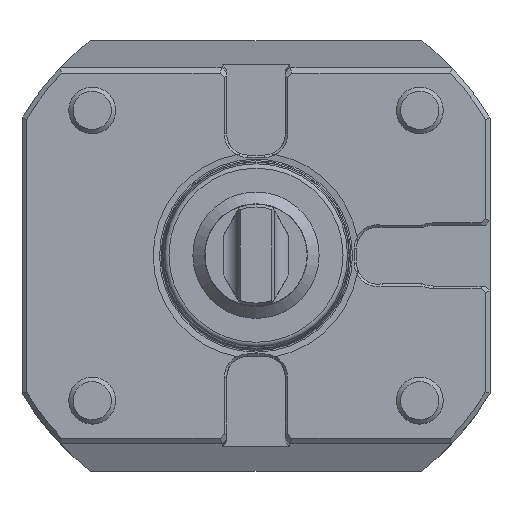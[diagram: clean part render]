
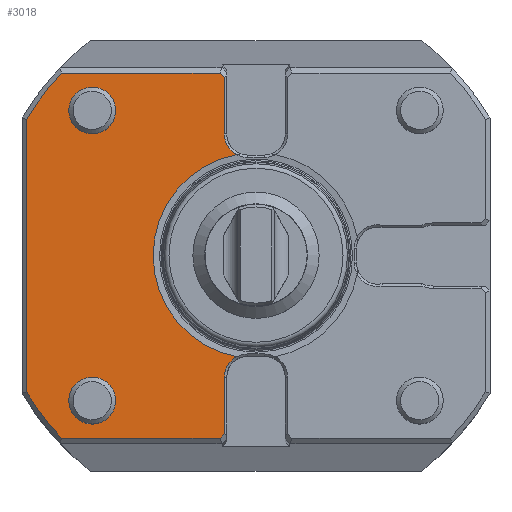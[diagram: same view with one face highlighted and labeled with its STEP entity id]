
A CAD part, top view. The second image highlights one B-rep face of the part: STEP entity #3018.
In plain terms, the highlighted planar face has unit normal (0, 0, 1).
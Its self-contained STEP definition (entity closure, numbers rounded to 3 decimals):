
#164=LINE('',#5646,#325);
#165=LINE('',#5657,#326);
#167=LINE('',#5661,#328);
#169=LINE('',#5665,#330);
#185=LINE('',#5730,#346);
#187=LINE('',#5734,#348);
#189=LINE('',#5740,#350);
#325=VECTOR('',#3952,1000.);
#326=VECTOR('',#3961,1000.);
#328=VECTOR('',#3965,1000.);
#330=VECTOR('',#3969,1000.);
#346=VECTOR('',#4035,1000.);
#348=VECTOR('',#4039,1000.);
#350=VECTOR('',#4045,1000.);
#1075=ORIENTED_EDGE('',*,*,#1629,.F.);
#1076=ORIENTED_EDGE('',*,*,#1630,.F.);
#1077=ORIENTED_EDGE('',*,*,#1585,.T.);
#1078=ORIENTED_EDGE('',*,*,#1628,.T.);
#1079=ORIENTED_EDGE('',*,*,#1627,.T.);
#1080=ORIENTED_EDGE('',*,*,#1624,.T.);
#1081=ORIENTED_EDGE('',*,*,#1622,.T.);
#1082=ORIENTED_EDGE('',*,*,#1620,.T.);
#1083=ORIENTED_EDGE('',*,*,#1617,.T.);
#1084=ORIENTED_EDGE('',*,*,#1595,.T.);
#1085=ORIENTED_EDGE('',*,*,#1593,.T.);
#1086=ORIENTED_EDGE('',*,*,#1591,.T.);
#1087=ORIENTED_EDGE('',*,*,#1589,.T.);
#1088=ORIENTED_EDGE('',*,*,#1587,.T.);
#1585=EDGE_CURVE('',#1915,#1914,#164,.T.);
#1587=EDGE_CURVE('',#1916,#1915,#2084,.T.);
#1589=EDGE_CURVE('',#1917,#1916,#165,.T.);
#1591=EDGE_CURVE('',#1918,#1917,#167,.T.);
#1593=EDGE_CURVE('',#1919,#1918,#169,.T.);
#1595=EDGE_CURVE('',#1894,#1919,#2085,.F.);
#1617=EDGE_CURVE('',#1905,#1894,#2090,.T.);
#1620=EDGE_CURVE('',#1930,#1905,#2093,.F.);
#1622=EDGE_CURVE('',#1931,#1930,#185,.T.);
#1624=EDGE_CURVE('',#1932,#1931,#187,.T.);
#1627=EDGE_CURVE('',#1933,#1932,#189,.T.);
#1628=EDGE_CURVE('',#1914,#1933,#2094,.T.);
#1629=EDGE_CURVE('',#1934,#1934,#2095,.T.);
#1630=EDGE_CURVE('',#1935,#1935,#2096,.T.);
#1894=VERTEX_POINT('',#5171);
#1905=VERTEX_POINT('',#5594);
#1914=VERTEX_POINT('',#5645);
#1915=VERTEX_POINT('',#5647);
#1916=VERTEX_POINT('',#5654);
#1917=VERTEX_POINT('',#5658);
#1918=VERTEX_POINT('',#5662);
#1919=VERTEX_POINT('',#5666);
#1930=VERTEX_POINT('',#5727);
#1931=VERTEX_POINT('',#5731);
#1932=VERTEX_POINT('',#5735);
#1933=VERTEX_POINT('',#5739);
#1934=VERTEX_POINT('',#5745);
#1935=VERTEX_POINT('',#5747);
#2084=CIRCLE('',#3284,57.);
#2085=CIRCLE('',#3290,5.);
#2090=CIRCLE('',#3308,21.979);
#2093=CIRCLE('',#3312,5.);
#2094=CIRCLE('',#3318,57.);
#2095=CIRCLE('',#3320,5.);
#2096=CIRCLE('',#3321,5.);
#2332=EDGE_LOOP('',(#1075));
#2333=EDGE_LOOP('',(#1076));
#2334=EDGE_LOOP('',(#1077,#1078,#1079,#1080,#1081,#1082,#1083,#1084,#1085,
#1086,#1087,#1088));
#2640=FACE_BOUND('',#2332,.T.);
#2641=FACE_BOUND('',#2333,.T.);
#2642=FACE_BOUND('',#2334,.T.);
#2859=PLANE('',#3319);
#3018=ADVANCED_FACE('',(#2640,#2641,#2642),#2859,.T.);
#3284=AXIS2_PLACEMENT_3D('',#5653,#3955,#3956);
#3290=AXIS2_PLACEMENT_3D('',#5669,#3973,#3974);
#3308=AXIS2_PLACEMENT_3D('',#5722,#4022,#4023);
#3312=AXIS2_PLACEMENT_3D('',#5726,#4030,#4031);
#3318=AXIS2_PLACEMENT_3D('',#5742,#4048,#4049);
#3319=AXIS2_PLACEMENT_3D('',#5743,#4050,#4051);
#3320=AXIS2_PLACEMENT_3D('',#5744,#4052,#4053);
#3321=AXIS2_PLACEMENT_3D('',#5746,#4054,#4055);
#3952=DIRECTION('',(0.,-1.,0.));
#3955=DIRECTION('',(0.,0.,1.));
#3956=DIRECTION('',(-1.,0.,0.));
#3961=DIRECTION('',(-1.,0.,0.));
#3965=DIRECTION('',(-0.703,0.711,0.));
#3969=DIRECTION('',(0.,1.,0.));
#3973=DIRECTION('',(0.,0.,1.));
#3974=DIRECTION('',(-1.,0.,0.));
#4022=DIRECTION('',(0.,0.,-1.));
#4023=DIRECTION('',(1.,0.,0.));
#4030=DIRECTION('',(0.,0.,1.));
#4031=DIRECTION('',(-1.,0.,0.));
#4035=DIRECTION('',(0.,1.,0.));
#4039=DIRECTION('',(0.703,0.711,0.));
#4045=DIRECTION('',(1.,0.,0.));
#4048=DIRECTION('',(0.,0.,1.));
#4049=DIRECTION('',(-1.,0.,0.));
#4050=DIRECTION('',(0.,0.,1.));
#4051=DIRECTION('',(-1.,0.,0.));
#4052=DIRECTION('',(0.,0.,1.));
#4053=DIRECTION('',(1.,0.,0.));
#4054=DIRECTION('',(0.,0.,1.));
#4055=DIRECTION('',(1.,0.,0.));
#5171=CARTESIAN_POINT('',(-4.106,21.591,0.));
#5594=CARTESIAN_POINT('',(-4.106,-21.591,0.));
#5645=CARTESIAN_POINT('',(-49.,-29.12,0.));
#5646=CARTESIAN_POINT('',(-49.,19.,0.));
#5647=CARTESIAN_POINT('',(-49.,29.12,0.));
#5653=CARTESIAN_POINT('',(0.,0.,0.));
#5654=CARTESIAN_POINT('',(-41.569,39.,0.));
#5657=CARTESIAN_POINT('',(21.979,39.,0.));
#5658=CARTESIAN_POINT('',(-7.668,39.,0.));
#5661=CARTESIAN_POINT('',(26.47,4.436,0.));
#5662=CARTESIAN_POINT('',(-6.75,38.071,0.));
#5665=CARTESIAN_POINT('',(-6.75,37.564,0.));
#5666=CARTESIAN_POINT('',(-6.75,26.,0.));
#5669=CARTESIAN_POINT('',(-1.75,26.,0.));
#5722=CARTESIAN_POINT('',(0.,0.,0.));
#5726=CARTESIAN_POINT('',(-1.75,-26.,0.));
#5727=CARTESIAN_POINT('',(-6.75,-26.,0.));
#5730=CARTESIAN_POINT('',(-6.75,-26.,0.));
#5731=CARTESIAN_POINT('',(-6.75,-38.071,0.));
#5734=CARTESIAN_POINT('',(26.47,-4.436,0.));
#5735=CARTESIAN_POINT('',(-7.668,-39.,0.));
#5739=CARTESIAN_POINT('',(-41.569,-39.,0.));
#5740=CARTESIAN_POINT('',(-7.25,-39.,0.));
#5742=CARTESIAN_POINT('',(0.,0.,0.));
#5743=CARTESIAN_POINT('',(21.979,0.,0.));
#5744=CARTESIAN_POINT('',(-35.,31.,0.));
#5745=CARTESIAN_POINT('',(-30.,31.,0.));
#5746=CARTESIAN_POINT('',(-35.,-31.,0.));
#5747=CARTESIAN_POINT('',(-30.,-31.,0.));
